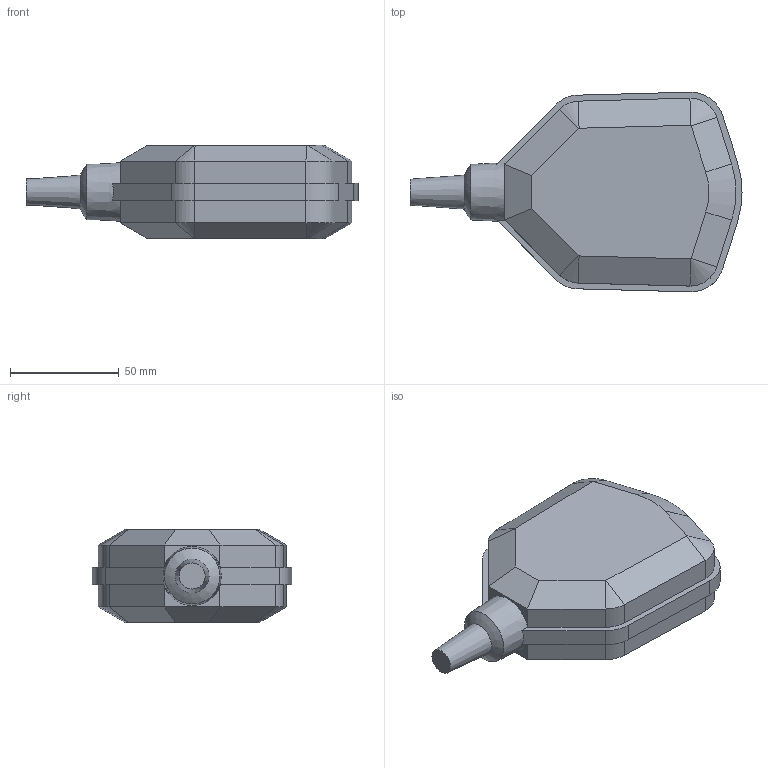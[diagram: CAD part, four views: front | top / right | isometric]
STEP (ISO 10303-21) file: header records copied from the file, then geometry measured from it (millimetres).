
FILE_DESCRIPTION(/* description */ (''),/* implementation_level */ '2;1');
FILE_NAME(/* name */ '3d_LVFSA1D20.stp',/* time_stamp */ '2019-05-31T13:40:38+02:00',/* author */ ('Andrzej'),/* organization */ (''),/* preprocessor_version */ 'ST-DEVELOPER v16.13',/* originating_system */ 'AutoCAD Mechanical',/* authorisation */ '');
FILE_SCHEMA (('AUTOMOTIVE_DESIGN { 1 0 10303 214 3 1 1 }'));
Length unit declared in the file: millimetre
Products named in the file (1): Product
Bounding box: 153 x 92 x 43 mm (x, y, z)
Volume: 326887.1 mm3; surface area: 29928.2 mm2
Topology: 1 solids, 1 shells, 71 faces, 179 edges, 110 vertices
Faces by surface type: plane 43, cylinder 15, cone 12, bspline 1
Entity records: 2209 total; most frequent: CARTESIAN_POINT 515, ORIENTED_EDGE 352, DIRECTION 348, EDGE_CURVE 176, AXIS2_PLACEMENT_3D 124, VERTEX_POINT 109, LINE 100, VECTOR 100
